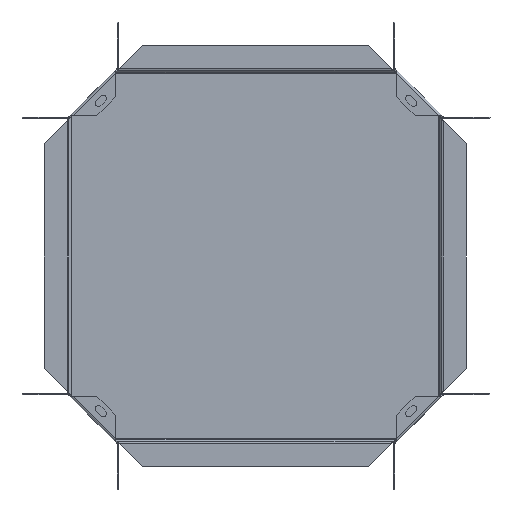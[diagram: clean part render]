
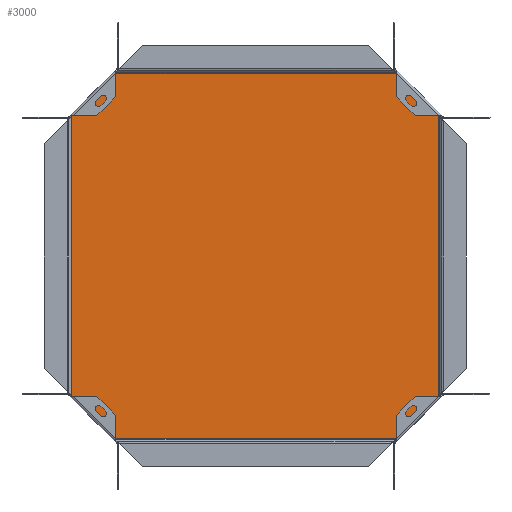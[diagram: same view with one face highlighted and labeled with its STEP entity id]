
A CAD part, front view. The second image highlights one B-rep face of the part: STEP entity #3000.
In plain terms, the highlighted planar face has unit normal (0, -1, 0).
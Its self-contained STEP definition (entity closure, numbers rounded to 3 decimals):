
#1841=CARTESIAN_POINT('',(195.,-1.,-2.385));
#1848=CARTESIAN_POINT('',(195.,-1.,299.));
#2095=DIRECTION('',(0.,0.,-1.));
#2096=VECTOR('',#2095,301.385);
#2097=CARTESIAN_POINT('',(-195.,-1.,299.));
#2098=LINE('',#2097,#2096);
#2117=DIRECTION('',(0.,0.,-1.));
#2118=VECTOR('',#2117,301.385);
#2119=CARTESIAN_POINT('',(195.,-1.,299.));
#2120=LINE('',#2119,#2118);
#2121=DIRECTION('',(0.707,0.,0.707));
#2122=VECTOR('',#2121,63.64);
#2123=CARTESIAN_POINT('',(150.,-1.,-47.385));
#2124=LINE('',#2123,#2122);
#2125=DIRECTION('',(0.707,0.,-0.707));
#2126=VECTOR('',#2125,63.64);
#2127=CARTESIAN_POINT('',(-195.,-1.,-2.385));
#2128=LINE('',#2127,#2126);
#2129=DIRECTION('',(0.707,0.,0.707));
#2130=VECTOR('',#2129,63.64);
#2131=CARTESIAN_POINT('',(-195.,-1.,299.));
#2132=LINE('',#2131,#2130);
#2133=DIRECTION('',(0.707,0.,-0.707));
#2134=VECTOR('',#2133,63.64);
#2135=CARTESIAN_POINT('',(150.,-1.,344.));
#2136=LINE('',#2135,#2134);
#2267=DIRECTION('',(-1.,0.,0.));
#2268=VECTOR('',#2267,300.);
#2269=CARTESIAN_POINT('',(150.,-1.,-47.385));
#2270=LINE('',#2269,#2268);
#2419=DIRECTION('',(-1.,0.,0.));
#2420=VECTOR('',#2419,300.);
#2421=CARTESIAN_POINT('',(150.,-1.,344.));
#2422=LINE('',#2421,#2420);
#2545=VERTEX_POINT('',#1848);
#2547=CARTESIAN_POINT('',(150.,-1.,344.));
#2548=CARTESIAN_POINT('',(-150.,-1.,344.));
#2549=VERTEX_POINT('',#2547);
#2550=VERTEX_POINT('',#2548);
#2551=CARTESIAN_POINT('',(-195.,-1.,299.));
#2552=VERTEX_POINT('',#2551);
#2615=VERTEX_POINT('',#1841);
#2617=CARTESIAN_POINT('',(150.,-1.,-47.385));
#2618=CARTESIAN_POINT('',(-150.,-1.,-47.385));
#2619=VERTEX_POINT('',#2617);
#2620=VERTEX_POINT('',#2618);
#2621=CARTESIAN_POINT('',(-195.,-1.,-2.385));
#2622=VERTEX_POINT('',#2621);
#2979=CARTESIAN_POINT('',(-195.,-1.,15.));
#2980=DIRECTION('',(0.,-1.,0.));
#2981=DIRECTION('',(0.,0.,-1.));
#2982=AXIS2_PLACEMENT_3D('',#2979,#2980,#2981);
#2983=PLANE('',#2982);
#2984=ORIENTED_EDGE('',*,*,#2694,.T.);
#2986=ORIENTED_EDGE('',*,*,#2985,.F.);
#2988=ORIENTED_EDGE('',*,*,#2987,.T.);
#2990=ORIENTED_EDGE('',*,*,#2989,.F.);
#2991=ORIENTED_EDGE('',*,*,#2969,.F.);
#2993=ORIENTED_EDGE('',*,*,#2992,.T.);
#2995=ORIENTED_EDGE('',*,*,#2994,.F.);
#2997=ORIENTED_EDGE('',*,*,#2996,.T.);
#2998=EDGE_LOOP('',(#2984,#2986,#2988,#2990,#2991,#2993,#2995,#2997));
#2999=FACE_OUTER_BOUND('',#2998,.F.);
#3000=ADVANCED_FACE('',(#2999),#2983,.T.);
#2694=EDGE_CURVE('',#2545,#2615,#2120,.T.);
#2969=EDGE_CURVE('',#2552,#2622,#2098,.T.);
#2985=EDGE_CURVE('',#2619,#2615,#2124,.T.);
#2987=EDGE_CURVE('',#2619,#2620,#2270,.T.);
#2989=EDGE_CURVE('',#2622,#2620,#2128,.T.);
#2992=EDGE_CURVE('',#2552,#2550,#2132,.T.);
#2994=EDGE_CURVE('',#2549,#2550,#2422,.T.);
#2996=EDGE_CURVE('',#2549,#2545,#2136,.T.);
